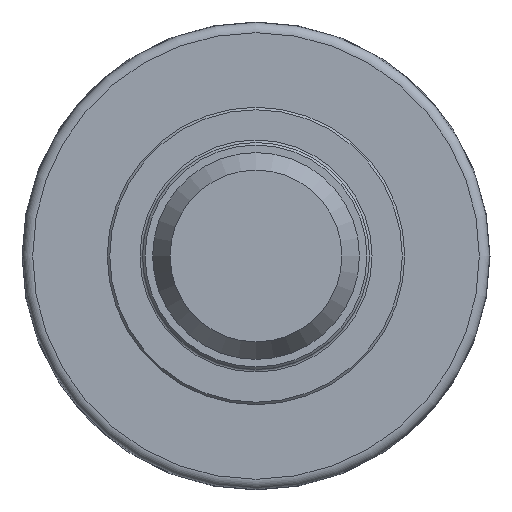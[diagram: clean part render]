
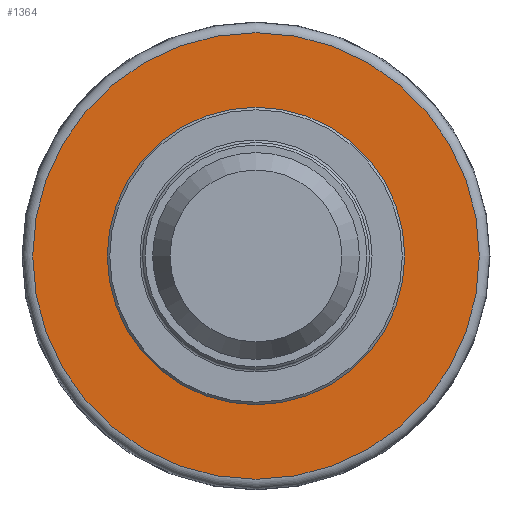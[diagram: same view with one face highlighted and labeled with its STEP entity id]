
A CAD part, left-side view. The second image highlights one B-rep face of the part: STEP entity #1364.
In plain terms, the highlighted planar face has unit normal (-1, 0, 0).
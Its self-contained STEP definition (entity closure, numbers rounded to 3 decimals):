
#64=FACE_BOUND('',#309,.T.);
#105=CIRCLE('',#1478,27.65);
#133=CIRCLE('',#1522,44.279);
#134=CIRCLE('',#1523,44.279);
#219=FACE_OUTER_BOUND('',#308,.T.);
#308=EDGE_LOOP('',(#1241,#1242));
#309=EDGE_LOOP('',(#1243));
#630=VERTEX_POINT('',#2304);
#653=VERTEX_POINT('',#2386);
#654=VERTEX_POINT('',#2388);
#808=EDGE_CURVE('',#630,#630,#105,.T.);
#843=EDGE_CURVE('',#653,#654,#133,.T.);
#844=EDGE_CURVE('',#654,#653,#134,.T.);
#1241=ORIENTED_EDGE('',*,*,#844,.F.);
#1242=ORIENTED_EDGE('',*,*,#843,.F.);
#1243=ORIENTED_EDGE('',*,*,#808,.T.);
#1289=PLANE('',#1537);
#1364=ADVANCED_FACE('',(#219,#64),#1289,.T.);
#1478=AXIS2_PLACEMENT_3D('',#2305,#1826,#1827);
#1522=AXIS2_PLACEMENT_3D('',#2389,#1921,#1922);
#1523=AXIS2_PLACEMENT_3D('',#2390,#1923,#1924);
#1537=AXIS2_PLACEMENT_3D('',#2439,#1952,#1953);
#1826=DIRECTION('center_axis',(1.,0.,0.));
#1827=DIRECTION('ref_axis',(0.,0.,
1.));
#1921=DIRECTION('center_axis',(1.,0.,0.));
#1922=DIRECTION('ref_axis',(0.,0.,1.));
#1923=DIRECTION('center_axis',(1.,0.,0.));
#1924=DIRECTION('ref_axis',(0.,0.,1.));
#1952=DIRECTION('center_axis',(-1.,0.,0.));
#1953=DIRECTION('ref_axis',(0.,1.,0.));
#2304=CARTESIAN_POINT('',(23.2,0.,-27.65));
#2305=CARTESIAN_POINT('Origin',(23.2,0.,0.));
#2386=CARTESIAN_POINT('',(23.2,44.279,0.));
#2388=CARTESIAN_POINT('',(23.2,0.,-44.279));
#2389=CARTESIAN_POINT('Origin',(23.2,0.,0.));
#2390=CARTESIAN_POINT('Origin',(23.2,0.,0.));
#2439=CARTESIAN_POINT('Origin',(23.2,0.,-39.37));
